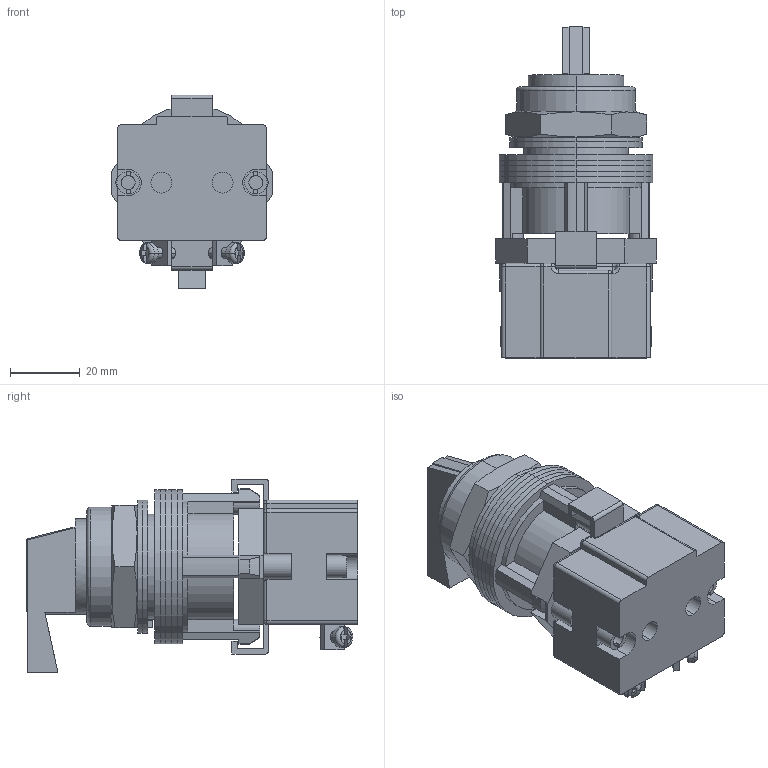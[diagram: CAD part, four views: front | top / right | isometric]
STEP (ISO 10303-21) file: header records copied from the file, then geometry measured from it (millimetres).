
FILE_DESCRIPTION (( 'STEP AP214' ), '1' );
FILE_NAME ('HT8JPH3A.step', '2018-06-29T16:32:02', ( '' ), ( '' ), 'SwSTEP 2.0', 'SolidWorks 2017', '' );
FILE_SCHEMA (( 'AUTOMOTIVE_DESIGN' ));
Length unit declared in the file: millimetre
Products named in the file (1): HT8JPH3A
Bounding box: 46 x 94.85 x 55.38 mm (x, y, z)
Volume: 83386.7 mm3; surface area: 42602.7 mm2
Topology: 18 solids, 18 shells, 414 faces, 1017 edges, 642 vertices
Faces by surface type: plane 214, cylinder 157, torus 18, sphere 14, cone 11
Entity records: 13294 total; most frequent: CARTESIAN_POINT 2276, DIRECTION 2161, ORIENTED_EDGE 2006, EDGE_CURVE 1003, AXIS2_PLACEMENT_3D 783, VERTEX_POINT 642, VECTOR 595, LINE 595
